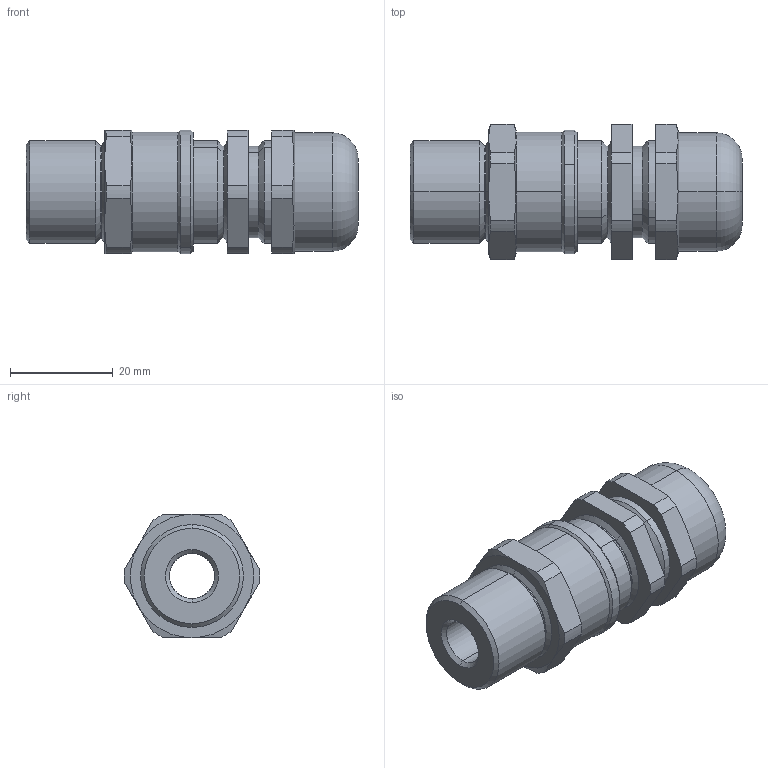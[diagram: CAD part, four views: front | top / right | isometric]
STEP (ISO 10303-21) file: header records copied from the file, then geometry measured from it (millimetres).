
FILE_DESCRIPTION (( 'STEP AP203' ), '1' );
FILE_NAME ('20S16SS2K1RA.STEP', '2017-02-13T13:52:19', ( '' ), ( '' ), 'SwSTEP 2.0', 'SolidWorks 2014', '' );
FILE_SCHEMA (( 'CONFIG_CONTROL_DESIGN' ));
Length unit declared in the file: millimetre
Products named in the file (1): 20S16SS2K1RA
Bounding box: 64.54 x 26.39 x 24 mm (x, y, z)
Volume: 18945.1 mm3; surface area: 13334.9 mm2
Topology: 8 solids, 8 shells, 628 faces, 1586 edges, 1034 vertices
Faces by surface type: plane 252, bspline 251, cylinder 65, cone 58, torus 2
Entity records: 33717 total; most frequent: CARTESIAN_POINT 20156, ORIENTED_EDGE 3172, DIRECTION 1990, EDGE_CURVE 1586, VERTEX_POINT 1034, VECTOR 878, LINE 878, EDGE_LOOP 704
